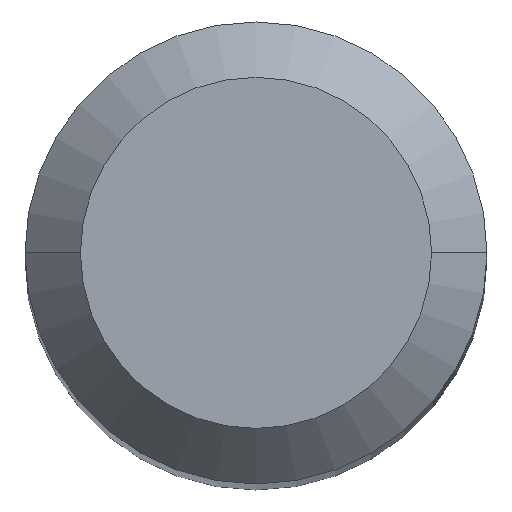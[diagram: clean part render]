
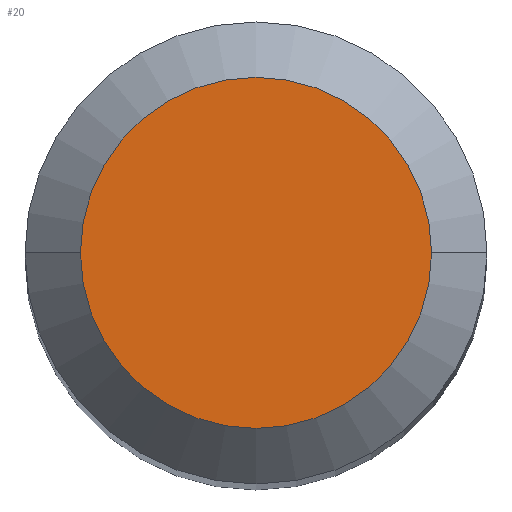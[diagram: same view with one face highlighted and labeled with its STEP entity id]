
A CAD part, top view. The second image highlights one B-rep face of the part: STEP entity #20.
In plain terms, the highlighted planar face has unit normal (0, 0, 1).
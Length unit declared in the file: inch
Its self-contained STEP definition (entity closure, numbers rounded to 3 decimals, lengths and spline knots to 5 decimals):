
#20 = ADVANCED_FACE ( 'NONE', ( #322 ), #183, .F. ) ;
#48 = DIRECTION ( 'NONE',  ( -1., 0., 0. ) ) ;
#78 = AXIS2_PLACEMENT_3D ( 'NONE', #391, #215, #125 ) ;
#97 = CIRCLE ( 'NONE', #386, 0.0475 ) ;
#110 = CARTESIAN_POINT ( 'NONE',  ( -0.0475, 0., 0. ) ) ;
#125 = DIRECTION ( 'NONE',  ( 1., 0., 0. ) ) ;
#127 = EDGE_LOOP ( 'NONE', ( #161, #282 ) ) ;
#142 = VERTEX_POINT ( 'NONE', #110 ) ;
#155 = VERTEX_POINT ( 'NONE', #358 ) ;
#161 = ORIENTED_EDGE ( 'NONE', *, *, #402, .T. ) ;
#183 = PLANE ( 'NONE',  #457 ) ;
#215 = DIRECTION ( 'NONE',  ( 0., 0., 1. ) ) ;
#225 = DIRECTION ( 'NONE',  ( 0., 0., 1. ) ) ;
#254 = CIRCLE ( 'NONE', #78, 0.0475 ) ;
#282 = ORIENTED_EDGE ( 'NONE', *, *, #384, .T. ) ;
#319 = CARTESIAN_POINT ( 'NONE',  ( 0., 0.0475, 0. ) ) ;
#322 = FACE_OUTER_BOUND ( 'NONE', #127, .T. ) ;
#358 = CARTESIAN_POINT ( 'NONE',  ( 0.0475, 0., 0. ) ) ;
#367 = DIRECTION ( 'NONE',  ( 0., 0., -1. ) ) ;
#370 = DIRECTION ( 'NONE',  ( 1., 0., 0. ) ) ;
#384 = EDGE_CURVE ( 'NONE', #155, #142, #254, .T. ) ;
#386 = AXIS2_PLACEMENT_3D ( 'NONE', #412, #225, #370 ) ;
#391 = CARTESIAN_POINT ( 'NONE',  ( 0., 0., 0. ) ) ;
#402 = EDGE_CURVE ( 'NONE', #142, #155, #97, .T. ) ;
#412 = CARTESIAN_POINT ( 'NONE',  ( 0., 0., 0. ) ) ;
#457 = AXIS2_PLACEMENT_3D ( 'NONE', #319, #367, #48 ) ;
